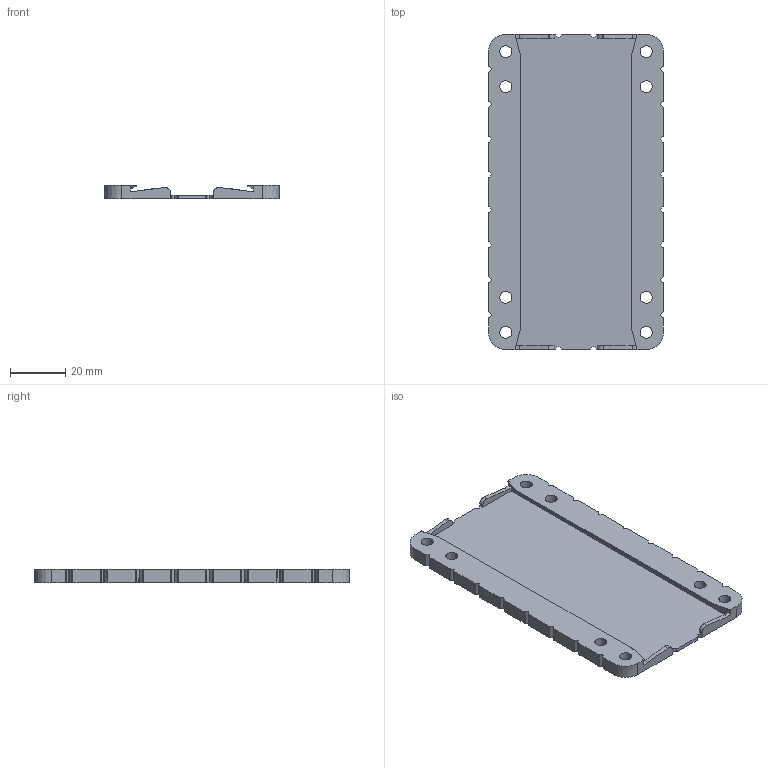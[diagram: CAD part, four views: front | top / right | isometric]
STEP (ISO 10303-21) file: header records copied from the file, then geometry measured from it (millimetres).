
FILE_DESCRIPTION (( 'STEP AP214' ), '1' );
FILE_NAME ('勦齪碟V2.0.STEP', '2024-12-17T07:04:12', ( '' ), ( '' ), 'SwSTEP 2.0', 'SolidWorks 2024', '' );
FILE_SCHEMA (( 'AUTOMOTIVE_DESIGN' ));
Length unit declared in the file: inch
Products named in the file (1): 队牌盒V2.0
Bounding box: 63.27 x 114.07 x 5 mm (x, y, z)
Volume: 17006.9 mm3; surface area: 17845 mm2
Topology: 1 solids, 1 shells, 196 faces, 578 edges, 384 vertices
Faces by surface type: plane 90, cone 80, cylinder 26
Entity records: 6651 total; most frequent: CARTESIAN_POINT 1189, DIRECTION 1164, ORIENTED_EDGE 1156, EDGE_CURVE 578, AXIS2_PLACEMENT_3D 399, VERTEX_POINT 384, VECTOR 366, LINE 366
